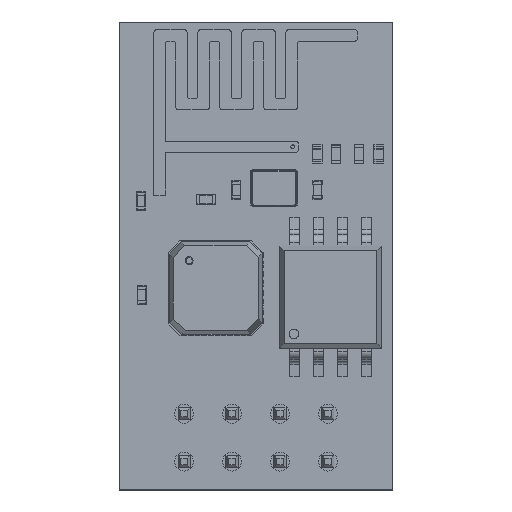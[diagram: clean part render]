
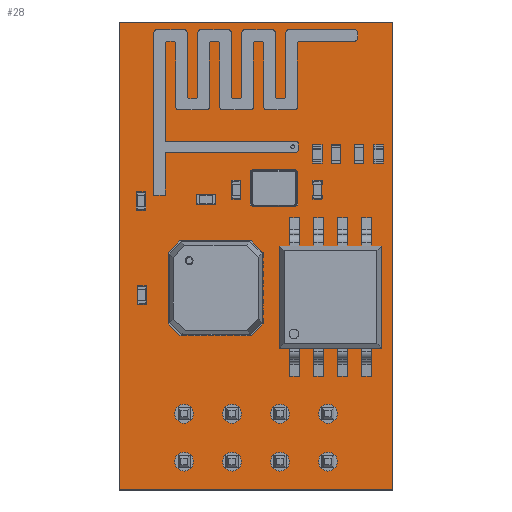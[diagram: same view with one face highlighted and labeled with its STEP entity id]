
A CAD part, top view. The second image highlights one B-rep face of the part: STEP entity #28.
In plain terms, the highlighted planar face has unit normal (0, 0, 1).
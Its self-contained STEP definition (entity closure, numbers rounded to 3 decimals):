
#28 = ADVANCED_FACE('',(#29,#63,#83,#103,#123,#143,#163,#183,#203,#223),
  #243,.F.);
#29 = FACE_BOUND('',#30,.F.);
#30 = EDGE_LOOP('',(#31,#41,#49,#57));
#31 = ORIENTED_EDGE('',*,*,#32,.F.);
#32 = EDGE_CURVE('',#33,#35,#37,.T.);
#33 = VERTEX_POINT('',#34);
#34 = CARTESIAN_POINT('',(11.,23.3,8.391));
#35 = VERTEX_POINT('',#36);
#36 = CARTESIAN_POINT('',(-3.5,23.3,8.391));
#37 = LINE('',#38,#39);
#38 = CARTESIAN_POINT('',(11.,23.3,8.391));
#39 = VECTOR('',#40,1.);
#40 = DIRECTION('',(-1.,0.,0.));
#41 = ORIENTED_EDGE('',*,*,#42,.F.);
#42 = EDGE_CURVE('',#43,#33,#45,.T.);
#43 = VERTEX_POINT('',#44);
#44 = CARTESIAN_POINT('',(11.,-1.5,8.391));
#45 = LINE('',#46,#47);
#46 = CARTESIAN_POINT('',(11.,-1.5,8.391));
#47 = VECTOR('',#48,1.);
#48 = DIRECTION('',(0.,1.,0.));
#49 = ORIENTED_EDGE('',*,*,#50,.F.);
#50 = EDGE_CURVE('',#51,#43,#53,.T.);
#51 = VERTEX_POINT('',#52);
#52 = CARTESIAN_POINT('',(-3.5,-1.5,8.391));
#53 = LINE('',#54,#55);
#54 = CARTESIAN_POINT('',(-3.5,-1.5,8.391));
#55 = VECTOR('',#56,1.);
#56 = DIRECTION('',(1.,0.,0.));
#57 = ORIENTED_EDGE('',*,*,#58,.F.);
#58 = EDGE_CURVE('',#35,#51,#59,.T.);
#59 = LINE('',#60,#61);
#60 = CARTESIAN_POINT('',(-3.5,23.3,8.391));
#61 = VECTOR('',#62,1.);
#62 = DIRECTION('',(0.,-1.,0.));
#63 = FACE_BOUND('',#64,.F.);
#64 = EDGE_LOOP('',(#65,#76));
#65 = ORIENTED_EDGE('',*,*,#66,.F.);
#66 = EDGE_CURVE('',#67,#69,#71,.T.);
#67 = VERTEX_POINT('',#68);
#68 = CARTESIAN_POINT('',(-0.56,2.54,8.391));
#69 = VERTEX_POINT('',#70);
#70 = CARTESIAN_POINT('',(0.44,2.54,8.391));
#71 = CIRCLE('',#72,0.5);
#72 = AXIS2_PLACEMENT_3D('',#73,#74,#75);
#73 = CARTESIAN_POINT('',(-0.06,2.54,
    8.391));
#74 = DIRECTION('',(0.,0.,-1.));
#75 = DIRECTION('',(-1.,0.,0.));
#76 = ORIENTED_EDGE('',*,*,#77,.F.);
#77 = EDGE_CURVE('',#69,#67,#78,.T.);
#78 = CIRCLE('',#79,0.5);
#79 = AXIS2_PLACEMENT_3D('',#80,#81,#82);
#80 = CARTESIAN_POINT('',(-0.06,2.54,
    8.391));
#81 = DIRECTION('',(0.,0.,-1.));
#82 = DIRECTION('',(-1.,0.,0.));
#83 = FACE_BOUND('',#84,.F.);
#84 = EDGE_LOOP('',(#85,#96));
#85 = ORIENTED_EDGE('',*,*,#86,.F.);
#86 = EDGE_CURVE('',#87,#89,#91,.T.);
#87 = VERTEX_POINT('',#88);
#88 = CARTESIAN_POINT('',(1.98,2.54,8.391));
#89 = VERTEX_POINT('',#90);
#90 = CARTESIAN_POINT('',(2.98,2.54,8.391));
#91 = CIRCLE('',#92,0.5);
#92 = AXIS2_PLACEMENT_3D('',#93,#94,#95);
#93 = CARTESIAN_POINT('',(2.48,2.54,8.391));
#94 = DIRECTION('',(0.,0.,-1.));
#95 = DIRECTION('',(-1.,0.,0.));
#96 = ORIENTED_EDGE('',*,*,#97,.F.);
#97 = EDGE_CURVE('',#89,#87,#98,.T.);
#98 = CIRCLE('',#99,0.5);
#99 = AXIS2_PLACEMENT_3D('',#100,#101,#102);
#100 = CARTESIAN_POINT('',(2.48,2.54,8.391));
#101 = DIRECTION('',(0.,0.,-1.));
#102 = DIRECTION('',(-1.,0.,0.));
#103 = FACE_BOUND('',#104,.F.);
#104 = EDGE_LOOP('',(#105,#116));
#105 = ORIENTED_EDGE('',*,*,#106,.F.);
#106 = EDGE_CURVE('',#107,#109,#111,.T.);
#107 = VERTEX_POINT('',#108);
#108 = CARTESIAN_POINT('',(7.06,2.54,8.391));
#109 = VERTEX_POINT('',#110);
#110 = CARTESIAN_POINT('',(8.06,2.54,8.391));
#111 = CIRCLE('',#112,0.5);
#112 = AXIS2_PLACEMENT_3D('',#113,#114,#115);
#113 = CARTESIAN_POINT('',(7.56,2.54,8.391));
#114 = DIRECTION('',(0.,0.,-1.));
#115 = DIRECTION('',(-1.,0.,0.));
#116 = ORIENTED_EDGE('',*,*,#117,.F.);
#117 = EDGE_CURVE('',#109,#107,#118,.T.);
#118 = CIRCLE('',#119,0.5);
#119 = AXIS2_PLACEMENT_3D('',#120,#121,#122);
#120 = CARTESIAN_POINT('',(7.56,2.54,8.391));
#121 = DIRECTION('',(0.,0.,-1.));
#122 = DIRECTION('',(-1.,0.,0.));
#123 = FACE_BOUND('',#124,.F.);
#124 = EDGE_LOOP('',(#125,#136));
#125 = ORIENTED_EDGE('',*,*,#126,.F.);
#126 = EDGE_CURVE('',#127,#129,#131,.T.);
#127 = VERTEX_POINT('',#128);
#128 = CARTESIAN_POINT('',(4.52,2.54,8.391));
#129 = VERTEX_POINT('',#130);
#130 = CARTESIAN_POINT('',(5.52,2.54,8.391));
#131 = CIRCLE('',#132,0.5);
#132 = AXIS2_PLACEMENT_3D('',#133,#134,#135);
#133 = CARTESIAN_POINT('',(5.02,2.54,8.391));
#134 = DIRECTION('',(0.,0.,-1.));
#135 = DIRECTION('',(-1.,0.,0.));
#136 = ORIENTED_EDGE('',*,*,#137,.F.);
#137 = EDGE_CURVE('',#129,#127,#138,.T.);
#138 = CIRCLE('',#139,0.5);
#139 = AXIS2_PLACEMENT_3D('',#140,#141,#142);
#140 = CARTESIAN_POINT('',(5.02,2.54,8.391));
#141 = DIRECTION('',(0.,0.,-1.));
#142 = DIRECTION('',(-1.,0.,0.));
#143 = FACE_BOUND('',#144,.F.);
#144 = EDGE_LOOP('',(#145,#156));
#145 = ORIENTED_EDGE('',*,*,#146,.F.);
#146 = EDGE_CURVE('',#147,#149,#151,.T.);
#147 = VERTEX_POINT('',#148);
#148 = CARTESIAN_POINT('',(-0.56,0.,
    8.391));
#149 = VERTEX_POINT('',#150);
#150 = CARTESIAN_POINT('',(0.44,0.,
    8.391));
#151 = CIRCLE('',#152,0.5);
#152 = AXIS2_PLACEMENT_3D('',#153,#154,#155);
#153 = CARTESIAN_POINT('',(-0.06,0.,
    8.391));
#154 = DIRECTION('',(0.,0.,-1.));
#155 = DIRECTION('',(-1.,0.,0.));
#156 = ORIENTED_EDGE('',*,*,#157,.F.);
#157 = EDGE_CURVE('',#149,#147,#158,.T.);
#158 = CIRCLE('',#159,0.5);
#159 = AXIS2_PLACEMENT_3D('',#160,#161,#162);
#160 = CARTESIAN_POINT('',(-0.06,0.,
    8.391));
#161 = DIRECTION('',(0.,0.,-1.));
#162 = DIRECTION('',(-1.,0.,0.));
#163 = FACE_BOUND('',#164,.F.);
#164 = EDGE_LOOP('',(#165,#176));
#165 = ORIENTED_EDGE('',*,*,#166,.F.);
#166 = EDGE_CURVE('',#167,#169,#171,.T.);
#167 = VERTEX_POINT('',#168);
#168 = CARTESIAN_POINT('',(1.98,0.,
    8.391));
#169 = VERTEX_POINT('',#170);
#170 = CARTESIAN_POINT('',(2.98,0.,
    8.391));
#171 = CIRCLE('',#172,0.5);
#172 = AXIS2_PLACEMENT_3D('',#173,#174,#175);
#173 = CARTESIAN_POINT('',(2.48,0.,8.391
    ));
#174 = DIRECTION('',(0.,0.,-1.));
#175 = DIRECTION('',(-1.,0.,0.));
#176 = ORIENTED_EDGE('',*,*,#177,.F.);
#177 = EDGE_CURVE('',#169,#167,#178,.T.);
#178 = CIRCLE('',#179,0.5);
#179 = AXIS2_PLACEMENT_3D('',#180,#181,#182);
#180 = CARTESIAN_POINT('',(2.48,0.,8.391
    ));
#181 = DIRECTION('',(0.,0.,-1.));
#182 = DIRECTION('',(-1.,0.,0.));
#183 = FACE_BOUND('',#184,.F.);
#184 = EDGE_LOOP('',(#185,#196));
#185 = ORIENTED_EDGE('',*,*,#186,.F.);
#186 = EDGE_CURVE('',#187,#189,#191,.T.);
#187 = VERTEX_POINT('',#188);
#188 = CARTESIAN_POINT('',(7.06,0.,
    8.391));
#189 = VERTEX_POINT('',#190);
#190 = CARTESIAN_POINT('',(8.06,0.,
    8.391));
#191 = CIRCLE('',#192,0.5);
#192 = AXIS2_PLACEMENT_3D('',#193,#194,#195);
#193 = CARTESIAN_POINT('',(7.56,0.,
    8.391));
#194 = DIRECTION('',(0.,0.,-1.));
#195 = DIRECTION('',(-1.,0.,0.));
#196 = ORIENTED_EDGE('',*,*,#197,.F.);
#197 = EDGE_CURVE('',#189,#187,#198,.T.);
#198 = CIRCLE('',#199,0.5);
#199 = AXIS2_PLACEMENT_3D('',#200,#201,#202);
#200 = CARTESIAN_POINT('',(7.56,0.,
    8.391));
#201 = DIRECTION('',(0.,0.,-1.));
#202 = DIRECTION('',(-1.,0.,0.));
#203 = FACE_BOUND('',#204,.F.);
#204 = EDGE_LOOP('',(#205,#216));
#205 = ORIENTED_EDGE('',*,*,#206,.F.);
#206 = EDGE_CURVE('',#207,#209,#211,.T.);
#207 = VERTEX_POINT('',#208);
#208 = CARTESIAN_POINT('',(4.52,0.,
    8.391));
#209 = VERTEX_POINT('',#210);
#210 = CARTESIAN_POINT('',(5.52,0.,8.391)
  );
#211 = CIRCLE('',#212,0.5);
#212 = AXIS2_PLACEMENT_3D('',#213,#214,#215);
#213 = CARTESIAN_POINT('',(5.02,0.,
    8.391));
#214 = DIRECTION('',(0.,0.,-1.));
#215 = DIRECTION('',(-1.,0.,0.));
#216 = ORIENTED_EDGE('',*,*,#217,.F.);
#217 = EDGE_CURVE('',#209,#207,#218,.T.);
#218 = CIRCLE('',#219,0.5);
#219 = AXIS2_PLACEMENT_3D('',#220,#221,#222);
#220 = CARTESIAN_POINT('',(5.02,0.,
    8.391));
#221 = DIRECTION('',(0.,0.,-1.));
#222 = DIRECTION('',(-1.,0.,0.));
#223 = FACE_BOUND('',#224,.F.);
#224 = EDGE_LOOP('',(#225,#236));
#225 = ORIENTED_EDGE('',*,*,#226,.T.);
#226 = EDGE_CURVE('',#227,#229,#231,.T.);
#227 = VERTEX_POINT('',#228);
#228 = CARTESIAN_POINT('',(5.696,16.787,8.391)
  );
#229 = VERTEX_POINT('',#230);
#230 = CARTESIAN_POINT('',(5.696,16.587,8.391)
  );
#231 = CIRCLE('',#232,0.1);
#232 = AXIS2_PLACEMENT_3D('',#233,#234,#235);
#233 = CARTESIAN_POINT('',(5.696,16.687,8.391)
  );
#234 = DIRECTION('',(0.,0.,1.));
#235 = DIRECTION('',(0.,-1.,0.));
#236 = ORIENTED_EDGE('',*,*,#237,.T.);
#237 = EDGE_CURVE('',#229,#227,#238,.T.);
#238 = CIRCLE('',#239,0.1);
#239 = AXIS2_PLACEMENT_3D('',#240,#241,#242);
#240 = CARTESIAN_POINT('',(5.696,16.687,8.391)
  );
#241 = DIRECTION('',(0.,0.,1.));
#242 = DIRECTION('',(0.,-1.,0.));
#243 = PLANE('',#244);
#244 = AXIS2_PLACEMENT_3D('',#245,#246,#247);
#245 = CARTESIAN_POINT('',(11.,-1.5,8.391));
#246 = DIRECTION('',(0.,0.,-1.));
#247 = DIRECTION('',(-1.,0.,0.));
